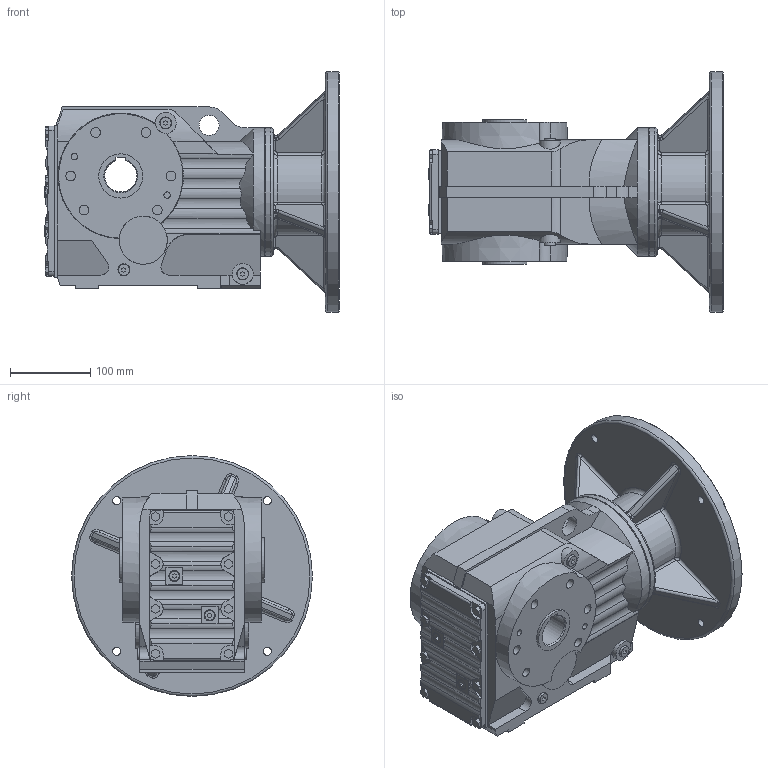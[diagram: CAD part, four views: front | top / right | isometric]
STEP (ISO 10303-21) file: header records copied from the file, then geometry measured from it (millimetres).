
FILE_DESCRIPTION(('STEP AP203'), '1');
FILE_NAME('凎劌膷闉 岍67 AM132', '', ('UNSPECIFIED'), ('UNSPECIFIED'), 'ASCON STEP Converter 1.3', 'ASCON Math Kernel', '');
FILE_SCHEMA(('CONFIG_CONTROL_DESIGN'));
Length unit declared in the file: millimetre
Products named in the file (13): Verschlussbohrungen B-Seite; Verschlussbohrungen B-Seite_1; Verschlussbohrungen B-Seite_2; Verschlussbohrungen B-Seite_3; Verschlussbohrungen B-Seite_4; Verschlussbohrungen B-Seite_5; Verschlussbohrungen B-Seite_6; Verschlussbohrungen B-Seite_7; Verschlussbohrungen B-Seite_8; Verschlussbohrungen B-Seite_9; Verschlussbohrungen B-Seite_10
Assembly tree (12 placements, depth 2):
  (unnamed)
    Verschlussbohrungen B-Seite
    Verschlussbohrungen B-Seite_1
    Verschlussbohrungen B-Seite_2
    Verschlussbohrungen B-Seite_3
    Verschlussbohrungen B-Seite_4
    Verschlussbohrungen B-Seite_5
    Verschlussbohrungen B-Seite_6
    Verschlussbohrungen B-Seite_7
    Verschlussbohrungen B-Seite_8
    Verschlussbohrungen B-Seite_9
    Verschlussbohrungen B-Seite_10
    (unnamed)
Bounding box: 366.5 x 300 x 300 mm (x, y, z)
Volume: 9003962.8 mm3; surface area: 660486.7 mm2
Topology: 12 solids, 12 shells, 654 faces, 1581 edges, 1011 vertices
Faces by surface type: plane 356, cylinder 210, bspline 36, cone 26, torus 26
Full cylindrical faces by diameter (mm): 8 x4, 9 x4, 10.25 x4, 12 x18, 14 x8, 15 x6, 25 x1, 26 x2, 55 x2, 72 x1, 90 x3, 91 x1, 93.5 x1, 110 x1, 112 x1, 160 x2, 228 x1, 230 x1, 300 x1
Entity records: 33265 total; most frequent: CARTESIAN_POINT 12611, ORIENTED_EDGE 3002, DIRECTION 2906, EDGE_CURVE 1501, AXIS2_PLACEMENT_3D 1014, VERTEX_POINT 1011, LINE 878, VECTOR 878
